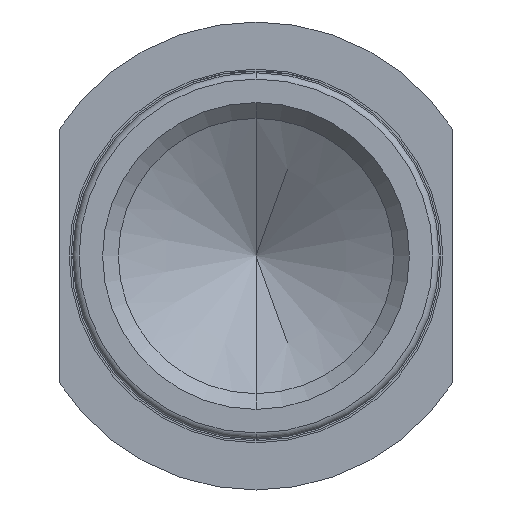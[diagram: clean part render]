
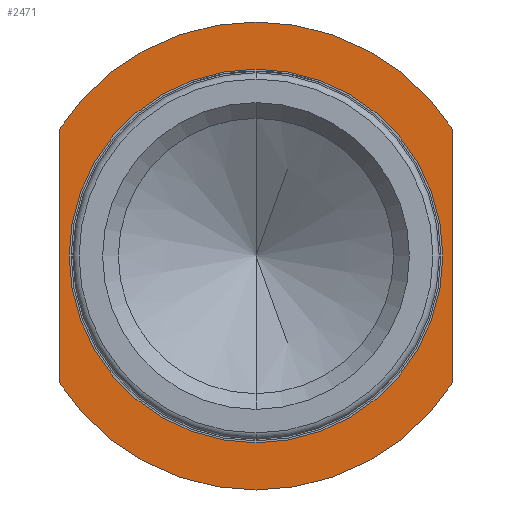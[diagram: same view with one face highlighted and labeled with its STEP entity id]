
A CAD part, front view. The second image highlights one B-rep face of the part: STEP entity #2471.
In plain terms, the highlighted planar face has unit normal (0, -1, 0).
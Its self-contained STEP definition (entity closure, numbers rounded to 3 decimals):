
#81 = VERTEX_POINT ( 'NONE', #1580 ) ;
#96 = CARTESIAN_POINT ( 'NONE',  ( 0., -0.5, 0. ) ) ;
#103 = DIRECTION ( 'NONE',  ( 0., 0., 1. ) ) ;
#209 = EDGE_CURVE ( 'Defeature ausgef�hrt2_11+Defeature ausgef�hrt2_10+Defeature ausgef�hrt2_10+Defeature ausgef�hrt2_10', #3435, #1231, #3909, .T. ) ;
#327 = CARTESIAN_POINT ( 'NONE',  ( 0., -0.5, 0. ) ) ;
#352 = DIRECTION ( 'NONE',  ( 0., 0., -1. ) ) ;
#373 = ORIENTED_EDGE ( 'NONE', *, *, #3086, .T. ) ;
#399 = CARTESIAN_POINT ( 'NONE',  ( 2.5, -0.5, 0. ) ) ;
#482 = AXIS2_PLACEMENT_3D ( 'NONE', #1152, #3893, #1742 ) ;
#483 = CARTESIAN_POINT ( 'NONE',  ( 2.5, -0.5, 1.613 ) ) ;
#575 = AXIS2_PLACEMENT_3D ( 'NONE', #96, #3160, #2234 ) ;
#580 = CARTESIAN_POINT ( 'NONE',  ( 0., -0.5, -2.35 ) ) ;
#595 = CARTESIAN_POINT ( 'NONE',  ( 2.5, -0.5, -1.613 ) ) ;
#680 = EDGE_LOOP ( 'NONE', ( #816, #2851 ) ) ;
#816 = ORIENTED_EDGE ( 'NONE', *, *, #3882, .T. ) ;
#941 = EDGE_CURVE ( 'Defeature ausgef�hrt2_3+Defeature ausgef�hrt2_11+Defeature ausgef�hrt2_15+Defeature ausgef�hrt2_16', #3415, #81, #1519, .T. ) ;
#1007 = FACE_BOUND ( 'NONE', #680, .T. ) ;
#1083 = CIRCLE ( 'NONE', #2065, 2.975 ) ;
#1119 = VERTEX_POINT ( 'NONE', #1233 ) ;
#1152 = CARTESIAN_POINT ( 'NONE',  ( 0., -0.5, 0. ) ) ;
#1154 = AXIS2_PLACEMENT_3D ( 'NONE', #2709, #2733, #2405 ) ;
#1183 = DIRECTION ( 'NONE',  ( 0., 1., 0. ) ) ;
#1231 = VERTEX_POINT ( 'NONE', #3441 ) ;
#1233 = CARTESIAN_POINT ( 'NONE',  ( -2.5, -0.5, 1.613 ) ) ;
#1236 = AXIS2_PLACEMENT_3D ( 'NONE', #327, #1183, #2124 ) ;
#1251 = CARTESIAN_POINT ( 'NONE',  ( 0., -0.5, 0. ) ) ;
#1359 = VERTEX_POINT ( 'NONE', #483 ) ;
#1439 = CIRCLE ( 'NONE', #482, 2.975 ) ;
#1519 = CIRCLE ( 'NONE', #1154, 2.975 ) ;
#1580 = CARTESIAN_POINT ( 'NONE',  ( -2.5, -0.5, -1.613 ) ) ;
#1703 = ORIENTED_EDGE ( 'NONE', *, *, #2937, .F. ) ;
#1731 = CARTESIAN_POINT ( 'NONE',  ( 0., -0.5, 2.975 ) ) ;
#1742 = DIRECTION ( 'NONE',  ( 0., 0., 1. ) ) ;
#1799 = EDGE_CURVE ( 'Defeature ausgef�hrt2_12+Defeature ausgef�hrt2_11+Defeature ausgef�hrt2_16+Defeature ausgef�hrt2_15', #1119, #2017, #1083, .T. ) ;
#1802 = EDGE_LOOP ( 'NONE', ( #3252, #3100, #1993, #373, #1703 ) ) ;
#1871 = PLANE ( 'NONE',  #2764 ) ;
#1927 = CARTESIAN_POINT ( 'NONE',  ( -2.5, -0.5, 0. ) ) ;
#1993 = ORIENTED_EDGE ( 'NONE', *, *, #941, .F. ) ;
#2017 = VERTEX_POINT ( 'NONE', #1731 ) ;
#2065 = AXIS2_PLACEMENT_3D ( 'NONE', #1251, #2790, #3027 ) ;
#2114 = CARTESIAN_POINT ( 'NONE',  ( 2.35, -0.5, 0. ) ) ;
#2124 = DIRECTION ( 'NONE',  ( 0., 0., 1. ) ) ;
#2170 = LINE ( 'NONE', #399, #2466 ) ;
#2234 = DIRECTION ( 'NONE',  ( 0., 0., 1. ) ) ;
#2405 = DIRECTION ( 'NONE',  ( 0., 0., 1. ) ) ;
#2437 = DIRECTION ( 'NONE',  ( 0., 1., 0. ) ) ;
#2466 = VECTOR ( 'NONE', #103, 1000. ) ;
#2471 = ADVANCED_FACE ( 'Defeature ausgef�hrt2_11', ( #3539, #1007 ), #1871, .F. ) ;
#2606 = EDGE_CURVE ( 'Defeature ausgef�hrt2_11+Defeature ausgef�hrt2_16+Defeature ausgef�hrt2_12+Defeature ausgef�hrt2_3', #1119, #81, #3310, .T. ) ;
#2651 = VECTOR ( 'NONE', #352, 1000. ) ;
#2709 = CARTESIAN_POINT ( 'NONE',  ( 0., -0.5, 0. ) ) ;
#2733 = DIRECTION ( 'NONE',  ( 0., 1., 0. ) ) ;
#2756 = DIRECTION ( 'NONE',  ( 0., 0., 1. ) ) ;
#2764 = AXIS2_PLACEMENT_3D ( 'NONE', #2114, #2437, #2756 ) ;
#2790 = DIRECTION ( 'NONE',  ( 0., 1., 0. ) ) ;
#2851 = ORIENTED_EDGE ( 'NONE', *, *, #209, .T. ) ;
#2937 = EDGE_CURVE ( 'Defeature ausgef�hrt2_12+Defeature ausgef�hrt2_11+Defeature ausgef�hrt2_16+Defeature ausgef�hrt2_15', #2017, #1359, #1439, .T. ) ;
#3027 = DIRECTION ( 'NONE',  ( 0., 0., 1. ) ) ;
#3086 = EDGE_CURVE ( 'Defeature ausgef�hrt2_11+Defeature ausgef�hrt2_15+Defeature ausgef�hrt2_3+Defeature ausgef�hrt2_12', #3415, #1359, #2170, .T. ) ;
#3100 = ORIENTED_EDGE ( 'NONE', *, *, #2606, .T. ) ;
#3160 = DIRECTION ( 'NONE',  ( 0., 1., 0. ) ) ;
#3252 = ORIENTED_EDGE ( 'NONE', *, *, #1799, .F. ) ;
#3310 = LINE ( 'NONE', #1927, #2651 ) ;
#3415 = VERTEX_POINT ( 'NONE', #595 ) ;
#3435 = VERTEX_POINT ( 'NONE', #580 ) ;
#3441 = CARTESIAN_POINT ( 'NONE',  ( 0., -0.5, 2.35 ) ) ;
#3539 = FACE_OUTER_BOUND ( 'NONE', #1802, .T. ) ;
#3882 = EDGE_CURVE ( 'Defeature ausgef�hrt2_11+Defeature ausgef�hrt2_10+Defeature ausgef�hrt2_10+Defeature ausgef�hrt2_10', #1231, #3435, #3901, .T. ) ;
#3893 = DIRECTION ( 'NONE',  ( 0., 1., 0. ) ) ;
#3901 = CIRCLE ( 'NONE', #1236, 2.35 ) ;
#3909 = CIRCLE ( 'NONE', #575, 2.35 ) ;
